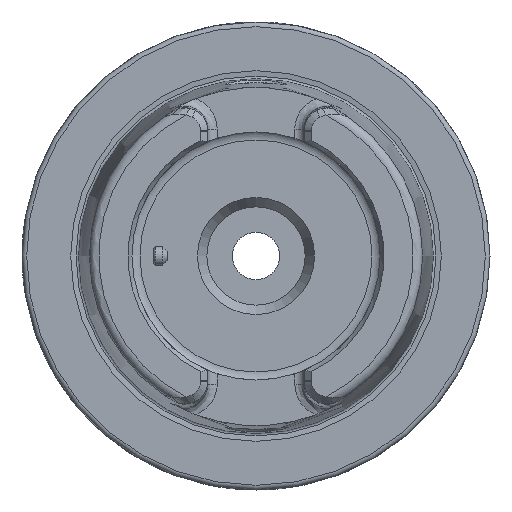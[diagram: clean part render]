
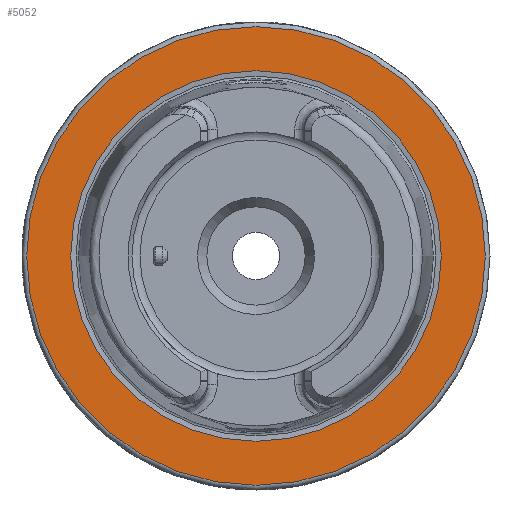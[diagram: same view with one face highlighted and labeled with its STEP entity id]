
A CAD part, left-side view. The second image highlights one B-rep face of the part: STEP entity #5052.
In plain terms, the highlighted planar face has unit normal (-1, 0, 0).
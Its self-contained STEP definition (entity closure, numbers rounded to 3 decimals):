
#108=FACE_BOUND('',#936,.T.);
#255=PLANE('',#5485);
#647=FACE_OUTER_BOUND('',#935,.T.);
#935=EDGE_LOOP('',(#4261,#4262));
#936=EDGE_LOOP('',(#4263,#4264));
#1749=CIRCLE('',#5483,39.587);
#1750=CIRCLE('',#5484,39.587);
#1751=CIRCLE('',#5486,49.);
#1752=CIRCLE('',#5487,49.);
#2249=VERTEX_POINT('',#11643);
#2250=VERTEX_POINT('',#11645);
#2251=VERTEX_POINT('',#11649);
#2252=VERTEX_POINT('',#11650);
#2964=EDGE_CURVE('',#2250,#2249,#1749,.T.);
#2965=EDGE_CURVE('',#2249,#2250,#1750,.T.);
#2966=EDGE_CURVE('',#2251,#2252,#1751,.T.);
#2967=EDGE_CURVE('',#2252,#2251,#1752,.T.);
#4261=ORIENTED_EDGE('',*,*,#2966,.F.);
#4262=ORIENTED_EDGE('',*,*,#2967,.F.);
#4263=ORIENTED_EDGE('',*,*,#2964,.T.);
#4264=ORIENTED_EDGE('',*,*,#2965,.T.);
#5052=ADVANCED_FACE('',(#647,#108),#255,.T.);
#5483=AXIS2_PLACEMENT_3D('',#11646,#6534,#6535);
#5484=AXIS2_PLACEMENT_3D('',#11647,#6536,#6537);
#5485=AXIS2_PLACEMENT_3D('',#11648,#6538,#6539);
#5486=AXIS2_PLACEMENT_3D('',#11651,#6540,#6541);
#5487=AXIS2_PLACEMENT_3D('',#11652,#6542,#6543);
#6534=DIRECTION('center_axis',(1.,0.,0.));
#6535=DIRECTION('ref_axis',(0.,0.,-1.));
#6536=DIRECTION('center_axis',(1.,0.,0.));
#6537=DIRECTION('ref_axis',(0.,0.,-1.));
#6538=DIRECTION('center_axis',(-1.,0.,0.));
#6539=DIRECTION('ref_axis',(0.,0.,1.));
#6540=DIRECTION('center_axis',(1.,0.,0.));
#6541=DIRECTION('ref_axis',(0.,0.,-1.));
#6542=DIRECTION('center_axis',(1.,0.,0.));
#6543=DIRECTION('ref_axis',(0.,0.,-1.));
#11643=CARTESIAN_POINT('',(0.,-39.587,0.));
#11645=CARTESIAN_POINT('',(0.,39.587,0.));
#11646=CARTESIAN_POINT('Origin',(0.,0.,0.));
#11647=CARTESIAN_POINT('Origin',(0.,0.,0.));
#11648=CARTESIAN_POINT('Origin',(0.,49.,
0.));
#11649=CARTESIAN_POINT('',(0.,49.,0.));
#11650=CARTESIAN_POINT('',(0.,0.,
49.));
#11651=CARTESIAN_POINT('Origin',(0.,0.,0.));
#11652=CARTESIAN_POINT('Origin',(0.,0.,0.));
